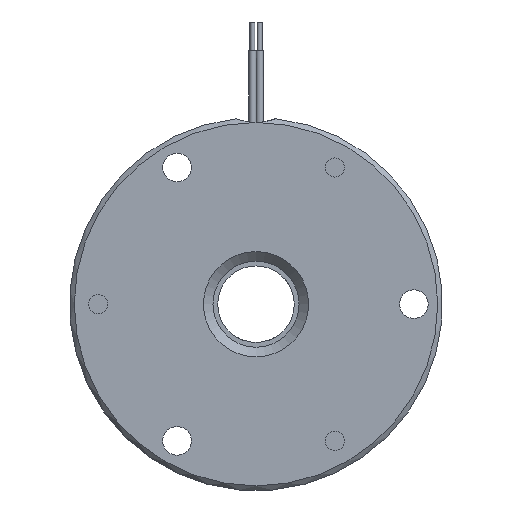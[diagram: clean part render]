
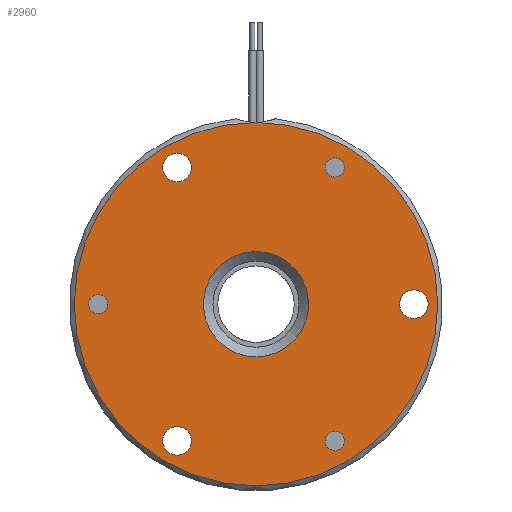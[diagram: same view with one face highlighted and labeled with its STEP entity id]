
A CAD part, left-side view. The second image highlights one B-rep face of the part: STEP entity #2960.
In plain terms, the highlighted planar face has unit normal (-1, 0, 0).
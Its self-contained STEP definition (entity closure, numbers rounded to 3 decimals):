
#172 = DIRECTION ( 'NONE',  ( 0., 0., -1. ) ) ;
#196 = CARTESIAN_POINT ( 'NONE',  ( 0., 16.5, 0. ) ) ;
#218 = FACE_BOUND ( 'NONE', #3147, .T. ) ;
#276 = CIRCLE ( 'NONE', #4351, 1.5 ) ;
#307 = EDGE_LOOP ( 'NONE', ( #323 ) ) ;
#323 = ORIENTED_EDGE ( 'NONE', *, *, #4508, .T. ) ;
#369 = DIRECTION ( 'NONE',  ( -1., 0., 0. ) ) ;
#415 = DIRECTION ( 'NONE',  ( 0., 0., -1. ) ) ;
#447 = VERTEX_POINT ( 'NONE', #1394 ) ;
#556 = FACE_OUTER_BOUND ( 'NONE', #2786, .T. ) ;
#605 = AXIS2_PLACEMENT_3D ( 'NONE', #1800, #4326, #1777 ) ;
#622 = VERTEX_POINT ( 'NONE', #3533 ) ;
#684 = CIRCLE ( 'NONE', #2500, 19. ) ;
#725 = CARTESIAN_POINT ( 'NONE',  ( 0., 0., 0. ) ) ;
#879 = EDGE_CURVE ( 'NONE', #2268, #2268, #1345, .T. ) ;
#910 = FACE_BOUND ( 'NONE', #1276, .T. ) ;
#916 = AXIS2_PLACEMENT_3D ( 'NONE', #3138, #2109, #4617 ) ;
#1000 = ORIENTED_EDGE ( 'NONE', *, *, #2527, .F. ) ;
#1032 = VERTEX_POINT ( 'NONE', #3511 ) ;
#1080 = EDGE_CURVE ( 'NONE', #2695, #2695, #276, .T. ) ;
#1130 = EDGE_LOOP ( 'NONE', ( #3247 ) ) ;
#1175 = CARTESIAN_POINT ( 'NONE',  ( 0., -16.5, 0. ) ) ;
#1202 = CARTESIAN_POINT ( 'NONE',  ( 0., -15.201, 0.75 ) ) ;
#1259 = ORIENTED_EDGE ( 'NONE', *, *, #1080, .T. ) ;
#1276 = EDGE_LOOP ( 'NONE', ( #2717 ) ) ;
#1345 = CIRCLE ( 'NONE', #4354, 1.5 ) ;
#1394 = CARTESIAN_POINT ( 'NONE',  ( 0., 0., 19. ) ) ;
#1506 = CARTESIAN_POINT ( 'NONE',  ( 0., -8.25, 14.289 ) ) ;
#1533 = AXIS2_PLACEMENT_3D ( 'NONE', #196, #2747, #172 ) ;
#1542 = DIRECTION ( 'NONE',  ( 1., 0., 0. ) ) ;
#1561 = CIRCLE ( 'NONE', #2612, 1.5 ) ;
#1611 = CARTESIAN_POINT ( 'NONE',  ( 0., 6.951, -13.539 ) ) ;
#1777 = DIRECTION ( 'NONE',  ( 0., 0., -1. ) ) ;
#1778 = DIRECTION ( 'NONE',  ( 1., 0., 0. ) ) ;
#1800 = CARTESIAN_POINT ( 'NONE',  ( 0., 5.5, 0. ) ) ;
#1821 = EDGE_CURVE ( 'NONE', #3176, #3176, #3782, .T. ) ;
#1840 = DIRECTION ( 'NONE',  ( 1., 0., 0. ) ) ;
#1873 = DIRECTION ( 'NONE',  ( 0., 0.866, 0.5 ) ) ;
#2109 = DIRECTION ( 'NONE',  ( -1., 0., 0. ) ) ;
#2135 = ORIENTED_EDGE ( 'NONE', *, *, #3737, .T. ) ;
#2187 = DIRECTION ( 'NONE',  ( 0., 0.866, 0.5 ) ) ;
#2204 = AXIS2_PLACEMENT_3D ( 'NONE', #2418, #1542, #4052 ) ;
#2218 = DIRECTION ( 'NONE',  ( 1., 0., 0. ) ) ;
#2268 = VERTEX_POINT ( 'NONE', #1611 ) ;
#2353 = CIRCLE ( 'NONE', #916, 5.5 ) ;
#2356 = FACE_BOUND ( 'NONE', #2536, .T. ) ;
#2376 = FACE_BOUND ( 'NONE', #2837, .T. ) ;
#2418 = CARTESIAN_POINT ( 'NONE',  ( 0., -8.25, -14.289 ) ) ;
#2420 = CARTESIAN_POINT ( 'NONE',  ( 0., 8.25, -14.289 ) ) ;
#2500 = AXIS2_PLACEMENT_3D ( 'NONE', #725, #369, #2551 ) ;
#2508 = ORIENTED_EDGE ( 'NONE', *, *, #2824, .T. ) ;
#2527 = EDGE_CURVE ( 'NONE', #4583, #4583, #2353, .T. ) ;
#2533 = EDGE_LOOP ( 'NONE', ( #3445 ) ) ;
#2536 = EDGE_LOOP ( 'NONE', ( #2135 ) ) ;
#2551 = DIRECTION ( 'NONE',  ( 0., 0., 1. ) ) ;
#2612 = AXIS2_PLACEMENT_3D ( 'NONE', #4330, #3627, #415 ) ;
#2695 = VERTEX_POINT ( 'NONE', #1202 ) ;
#2717 = ORIENTED_EDGE ( 'NONE', *, *, #2941, .T. ) ;
#2747 = DIRECTION ( 'NONE',  ( 1., 0., 0. ) ) ;
#2786 = EDGE_LOOP ( 'NONE', ( #2508 ) ) ;
#2824 = EDGE_CURVE ( 'NONE', #447, #447, #684, .T. ) ;
#2837 = EDGE_LOOP ( 'NONE', ( #1259 ) ) ;
#2941 = EDGE_CURVE ( 'NONE', #1032, #1032, #3322, .T. ) ;
#2960 = ADVANCED_FACE ( 'NONE', ( #3349, #2376, #4075, #910, #2356, #3789, #218, #556 ), #3459, .F. ) ;
#3138 = CARTESIAN_POINT ( 'NONE',  ( 0., 0., 0. ) ) ;
#3147 = EDGE_LOOP ( 'NONE', ( #1000 ) ) ;
#3176 = VERTEX_POINT ( 'NONE', #4605 ) ;
#3247 = ORIENTED_EDGE ( 'NONE', *, *, #879, .T. ) ;
#3322 = CIRCLE ( 'NONE', #2204, 1. ) ;
#3337 = AXIS2_PLACEMENT_3D ( 'NONE', #1506, #1840, #2187 ) ;
#3349 = FACE_BOUND ( 'NONE', #1130, .T. ) ;
#3440 = VERTEX_POINT ( 'NONE', #4204 ) ;
#3445 = ORIENTED_EDGE ( 'NONE', *, *, #1821, .T. ) ;
#3459 = PLANE ( 'NONE',  #605 ) ;
#3511 = CARTESIAN_POINT ( 'NONE',  ( 0., -9.116, -13.789 ) ) ;
#3533 = CARTESIAN_POINT ( 'NONE',  ( 0., -7.384, 14.789 ) ) ;
#3627 = DIRECTION ( 'NONE',  ( 1., 0., 0. ) ) ;
#3737 = EDGE_CURVE ( 'NONE', #622, #622, #3862, .T. ) ;
#3782 = CIRCLE ( 'NONE', #1533, 1. ) ;
#3789 = FACE_BOUND ( 'NONE', #2533, .T. ) ;
#3862 = CIRCLE ( 'NONE', #3337, 1. ) ;
#3929 = DIRECTION ( 'NONE',  ( 0., -0.866, 0.5 ) ) ;
#4052 = DIRECTION ( 'NONE',  ( 0., -0.866, 0.5 ) ) ;
#4075 = FACE_BOUND ( 'NONE', #307, .T. ) ;
#4204 = CARTESIAN_POINT ( 'NONE',  ( 0., 8.25, 12.789 ) ) ;
#4326 = DIRECTION ( 'NONE',  ( 1., 0., 0. ) ) ;
#4330 = CARTESIAN_POINT ( 'NONE',  ( 0., 8.25, 14.289 ) ) ;
#4351 = AXIS2_PLACEMENT_3D ( 'NONE', #1175, #2218, #1873 ) ;
#4354 = AXIS2_PLACEMENT_3D ( 'NONE', #2420, #1778, #3929 ) ;
#4508 = EDGE_CURVE ( 'NONE', #3440, #3440, #1561, .T. ) ;
#4533 = CARTESIAN_POINT ( 'NONE',  ( 0., 0., 5.5 ) ) ;
#4583 = VERTEX_POINT ( 'NONE', #4533 ) ;
#4605 = CARTESIAN_POINT ( 'NONE',  ( 0., 16.5, -1. ) ) ;
#4617 = DIRECTION ( 'NONE',  ( 0., 0., 1. ) ) ;
